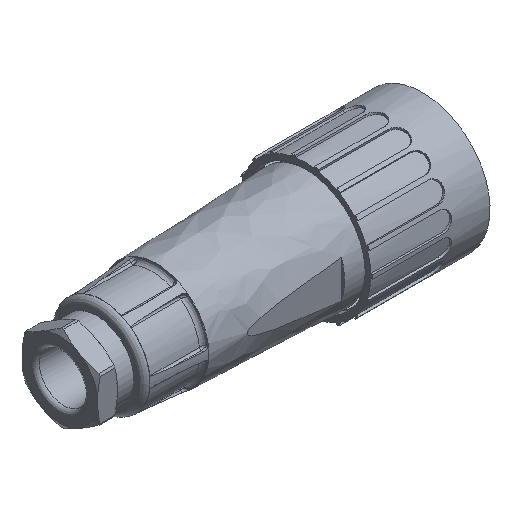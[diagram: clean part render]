
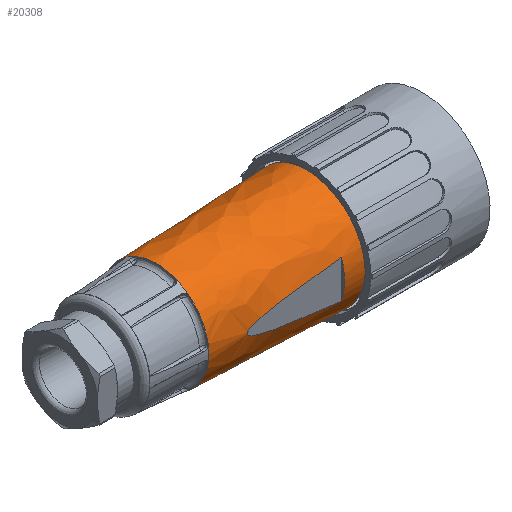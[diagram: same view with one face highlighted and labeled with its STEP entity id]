
A CAD part, isometric view. The second image highlights one B-rep face of the part: STEP entity #20308.
In plain terms, the highlighted free-form (B-spline) face has degree [2, 1] with [7, 2] control points.
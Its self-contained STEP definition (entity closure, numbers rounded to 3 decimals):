
#19521=CARTESIAN_POINT('V5',(-32.994,45.586,
   4.792));
#19522=VERTEX_POINT('V5',#19521);
#19523=CARTESIAN_POINT('V4',(-32.994,45.586,
   -4.792));
#19524=VERTEX_POINT('V4',#19523);
#19530=CARTESIAN_POINT('E4',(-32.994,45.586,
   -4.792));
#19531=CARTESIAN_POINT('E4',(12.917,45.586,
   0.));
#19532=CARTESIAN_POINT('E4',(-32.994,45.586,
   4.792));
#19540=(BOUNDED_CURVE()B_SPLINE_CURVE(2,(#19530,#19531,#19532),
   .HYPERBOLIC_ARC.,.F.,.U.)CURVE()GEOMETRIC_REPRESENTATION_ITEM()
   QUASI_UNIFORM_CURVE()RATIONAL_B_SPLINE_CURVE((1.006,
   1.068,1.006))REPRESENTATION_ITEM('E4'));
#19541=EDGE_CURVE('E4',#19524,#19522,#19540,.T.);
#19552=CARTESIAN_POINT('E8',(-32.994,45.586,
   4.792));
#19553=CARTESIAN_POINT('E8',(-32.994,47.287,
   0.));
#19554=CARTESIAN_POINT('E8',(-32.994,45.586,
   -4.792));
#19562=(BOUNDED_CURVE()B_SPLINE_CURVE(2,(#19552,#19553,#19554),
   .CIRCULAR_ARC.,.F.,.U.)B_SPLINE_CURVE_WITH_KNOTS((3,3),(
   0.022,0.978),.UNSPECIFIED.)CURVE()
   GEOMETRIC_REPRESENTATION_ITEM()RATIONAL_B_SPLINE_CURVE((
   0.772,0.728,0.772))
   REPRESENTATION_ITEM('E8'));
#19563=EDGE_CURVE('E8',#19522,#19524,#19562,.T.);
#20137=CARTESIAN_POINT('V8',(-37.994,17.586,
   0.0));
#20138=VERTEX_POINT('V8',#20137);
#20139=CARTESIAN_POINT('E12',(-37.994,17.586,
   0.0));
#20140=CARTESIAN_POINT('E12',(-37.994,17.586,
   -25.115));
#20141=CARTESIAN_POINT('E12',(-37.994,39.336,
   -12.557));
#20142=CARTESIAN_POINT('E12',(-37.994,61.086,
   0.));
#20143=CARTESIAN_POINT('E12',(-37.994,39.336,
   12.557));
#20144=CARTESIAN_POINT('E12',(-37.994,17.586,
   25.115));
#20145=CARTESIAN_POINT('E12',(-37.994,17.586,
   0.0));
#20153=(BOUNDED_CURVE()B_SPLINE_CURVE(2,(#20139,#20140,#20141,
   #20142,#20143,#20144,#20145),.CIRCULAR_ARC.,.T.,.U.)
   B_SPLINE_CURVE_WITH_KNOTS((3,2,2,3),(0.0,0.333,
   0.667,1.0),.UNSPECIFIED.)CURVE()
   GEOMETRIC_REPRESENTATION_ITEM()RATIONAL_B_SPLINE_CURVE((1.0,
   0.5,1.0,0.5,1.0,0.5,1.0)
   )REPRESENTATION_ITEM('E12'));
#20154=EDGE_CURVE('E12',#20138,#20138,#20153,.T.);
#20167=CARTESIAN_POINT('V3',(-32.994,18.586,
   4.792));
#20168=VERTEX_POINT('V3',#20167);
#20169=CARTESIAN_POINT('V1',(-9.357,18.586,
   0.));
#20170=VERTEX_POINT('V1',#20169);
#20171=CARTESIAN_POINT('E3',(-32.994,18.586,
   4.792));
#20172=CARTESIAN_POINT('E3',(-9.357,18.586,
   2.325));
#20173=CARTESIAN_POINT('E3',(-9.357,18.586,
   0.));
#20181=(BOUNDED_CURVE()B_SPLINE_CURVE(2,(#20171,#20172,#20173),
   .HYPERBOLIC_ARC.,.F.,.U.)CURVE()GEOMETRIC_REPRESENTATION_ITEM()
   QUASI_UNIFORM_CURVE()RATIONAL_B_SPLINE_CURVE((1.006,
   1.037,1.037))REPRESENTATION_ITEM('E3'));
#20182=EDGE_CURVE('E3',#20168,#20170,#20181,.T.);
#20184=CARTESIAN_POINT('V2',(-32.994,18.586,
   -4.792));
#20185=VERTEX_POINT('V2',#20184);
#20191=CARTESIAN_POINT('E1',(-9.357,18.586,
   0.));
#20192=CARTESIAN_POINT('E1',(-9.357,18.586,
   -2.325));
#20193=CARTESIAN_POINT('E1',(-32.994,18.586,
   -4.792));
#20201=(BOUNDED_CURVE()B_SPLINE_CURVE(2,(#20191,#20192,#20193),
   .HYPERBOLIC_ARC.,.F.,.U.)CURVE()GEOMETRIC_REPRESENTATION_ITEM()
   QUASI_UNIFORM_CURVE()RATIONAL_B_SPLINE_CURVE((1.037,
   1.037,1.006))REPRESENTATION_ITEM('E1'));
#20202=EDGE_CURVE('E1',#20170,#20185,#20201,.T.);
#20212=CARTESIAN_POINT('V6',(-32.994,17.76,
   0.));
#20213=VERTEX_POINT('V6',#20212);
#20214=CARTESIAN_POINT('E7',(-32.994,18.586,
   -4.792));
#20215=CARTESIAN_POINT('E7',(-32.994,17.76,
   -2.467));
#20216=CARTESIAN_POINT('E7',(-32.994,17.76,
   0.));
#20224=(BOUNDED_CURVE()B_SPLINE_CURVE(2,(#20214,#20215,#20216),
   .CIRCULAR_ARC.,.F.,.U.)B_SPLINE_CURVE_WITH_KNOTS((3,3),(
   0.04,1.0),.UNSPECIFIED.)CURVE()
   GEOMETRIC_REPRESENTATION_ITEM()RATIONAL_B_SPLINE_CURVE((
   0.852,0.91,1.0))REPRESENTATION_ITEM('E7')
   );
#20225=EDGE_CURVE('E7',#20185,#20213,#20224,.T.);
#20228=CARTESIAN_POINT('E6',(-32.994,17.76,
   0.));
#20229=CARTESIAN_POINT('E6',(-32.994,17.76,
   2.467));
#20230=CARTESIAN_POINT('E6',(-32.994,18.586,
   4.792));
#20238=(BOUNDED_CURVE()B_SPLINE_CURVE(2,(#20228,#20229,#20230),
   .CIRCULAR_ARC.,.F.,.U.)B_SPLINE_CURVE_WITH_KNOTS((3,3),(0.0,
   0.96),.UNSPECIFIED.)CURVE()
   GEOMETRIC_REPRESENTATION_ITEM()RATIONAL_B_SPLINE_CURVE((1.0,
   0.91,0.852))REPRESENTATION_ITEM('E6'));
#20239=EDGE_CURVE('E6',#20213,#20168,#20238,.T.);
#20244=CARTESIAN_POINT('F5',(-37.994,17.586,
   0.0));
#20245=CARTESIAN_POINT('F5',(-37.994,17.586,
   -25.115));
#20246=CARTESIAN_POINT('F5',(-37.994,39.336,
   -12.557));
#20247=CARTESIAN_POINT('F5',(-37.994,61.086,
   0.));
#20248=CARTESIAN_POINT('F5',(-37.994,39.336,
   12.557));
#20249=CARTESIAN_POINT('F5',(-37.994,17.586,
   25.115));
#20250=CARTESIAN_POINT('F5',(-37.994,17.586,
   0.0));
#20251=CARTESIAN_POINT('F5',(0.006,18.913,
   0.0));
#20252=CARTESIAN_POINT('F5',(0.006,18.913,
   -22.816));
#20253=CARTESIAN_POINT('F5',(0.006,38.672,
   -11.408));
#20254=CARTESIAN_POINT('F5',(0.006,58.432,
   0.));
#20255=CARTESIAN_POINT('F5',(0.006,38.672,
   11.408));
#20256=CARTESIAN_POINT('F5',(0.006,18.913,
   22.816));
#20257=CARTESIAN_POINT('F5',(0.006,18.913,
   0.0));
#20265=(BOUNDED_SURFACE()B_SPLINE_SURFACE(2,1,((#20244,#20251),(
   #20245,#20252),(#20246,#20253),(#20247,#20254),(#20248,
   #20255),(#20249,#20256),(#20250,#20257)),.CONICAL_SURF.,.T.,
   .F.,.U.)B_SPLINE_SURFACE_WITH_KNOTS((3,2,2,3),(2,2),(0.0,
   1.261,2.521,3.782),(0.0,1.0),
   .UNSPECIFIED.)GEOMETRIC_REPRESENTATION_ITEM()
   RATIONAL_B_SPLINE_SURFACE(((1.0,1.0),(0.5,
   0.5),(1.0,1.0),(0.5,
   0.5),(1.0,1.0),(0.5,
   0.5),(1.0,1.0)))REPRESENTATION_ITEM('F5')SURFACE()
   );
#20266=ORIENTED_EDGE('F3',*,*,#20239,.T.);
#20267=ORIENTED_EDGE('E3',*,*,#20182,.T.);
#20268=CARTESIAN_POINT('V7',(0.006,18.913,
   0.0));
#20269=VERTEX_POINT('V7',#20268);
#20270=CARTESIAN_POINT('E9',(0.006,18.913,
   0.0));
#20271=CARTESIAN_POINT('E9',(-9.357,18.586,
   0.0));
#20272=B_SPLINE_CURVE_WITH_KNOTS('E9',1,(#20270,#20271),
   .POLYLINE_FORM.,.F.,.U.,(2,2),(0.0,0.246),
   .UNSPECIFIED.);
#20273=EDGE_CURVE('E9',#20269,#20170,#20272,.T.);
#20274=ORIENTED_EDGE('E9',*,*,#20273,.F.);
#20275=CARTESIAN_POINT('E10',(0.006,18.913,
   0.0));
#20276=CARTESIAN_POINT('E10',(0.006,18.913,
   -22.816));
#20277=CARTESIAN_POINT('E10',(0.006,38.672,
   -11.408));
#20278=CARTESIAN_POINT('E10',(0.006,58.432,
   0.));
#20279=CARTESIAN_POINT('E10',(0.006,38.672,
   11.408));
#20280=CARTESIAN_POINT('E10',(0.006,18.913,
   22.816));
#20281=CARTESIAN_POINT('E10',(0.006,18.913,
   0.0));
#20289=(BOUNDED_CURVE()B_SPLINE_CURVE(2,(#20275,#20276,#20277,
   #20278,#20279,#20280,#20281),.CIRCULAR_ARC.,.T.,.U.)
   B_SPLINE_CURVE_WITH_KNOTS((3,2,2,3),(0.0,3.186,
   6.373,9.559),.UNSPECIFIED.)CURVE()
   GEOMETRIC_REPRESENTATION_ITEM()RATIONAL_B_SPLINE_CURVE((1.0,
   0.5,1.0,0.5,1.0,0.5,1.0)
   )REPRESENTATION_ITEM('E10'));
#20290=EDGE_CURVE('E10',#20269,#20269,#20289,.T.);
#20291=ORIENTED_EDGE('E10',*,*,#20290,.F.);
#20292=ORIENTED_EDGE('E9',*,*,#20273,.T.);
#20293=ORIENTED_EDGE('F1',*,*,#20202,.T.);
#20294=ORIENTED_EDGE('E7',*,*,#20225,.T.);
#20295=CARTESIAN_POINT('E11',(-32.994,17.76,
   0.0));
#20296=CARTESIAN_POINT('E11',(-37.994,17.586,
   0.0));
#20297=B_SPLINE_CURVE_WITH_KNOTS('E11',1,(#20295,#20296),
   .POLYLINE_FORM.,.F.,.U.,(2,2),(0.868,1.0),
   .UNSPECIFIED.);
#20298=EDGE_CURVE('E11',#20213,#20138,#20297,.T.);
#20299=ORIENTED_EDGE('E11',*,*,#20298,.T.);
#20300=ORIENTED_EDGE('F6',*,*,#20154,.T.);
#20301=ORIENTED_EDGE('E11',*,*,#20298,.F.);
#20302=EDGE_LOOP('F5',(#20266,#20267,#20274,#20291,#20292,#20293,
   #20294,#20299,#20300,#20301));
#20303=FACE_OUTER_BOUND('F5',#20302,.T.);
#20304=ORIENTED_EDGE('F4',*,*,#19563,.T.);
#20305=ORIENTED_EDGE('F2',*,*,#19541,.T.);
#20306=EDGE_LOOP('F5',(#20304,#20305));
#20307=FACE_BOUND('F5',#20306,.T.);
#20308=ADVANCED_FACE('F5',(#20303,#20307),#20265,.T.);
